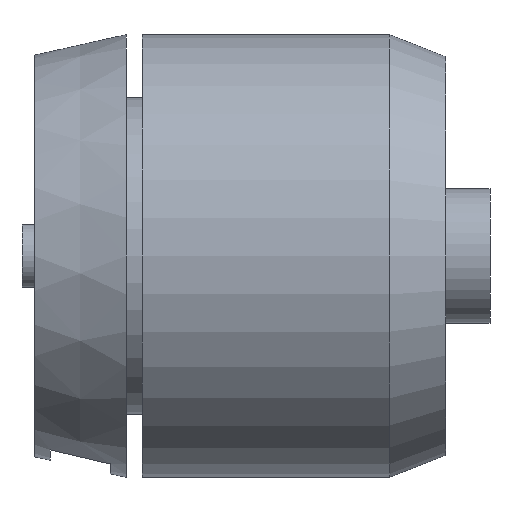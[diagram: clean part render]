
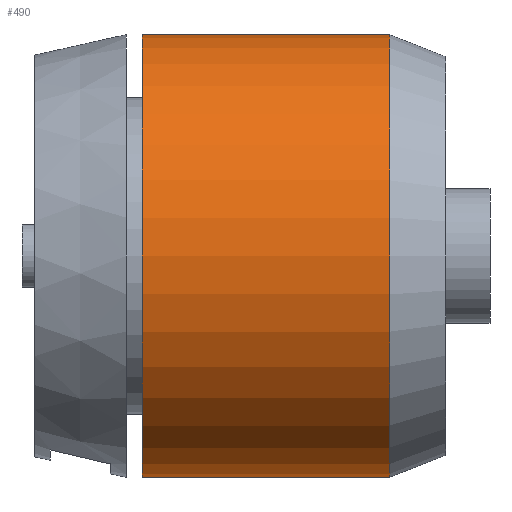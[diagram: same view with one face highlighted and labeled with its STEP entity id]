
A CAD part, front view. The second image highlights one B-rep face of the part: STEP entity #490.
In plain terms, the highlighted cylindrical face has radius 17.5 mm (diameter 35 mm), a full revolution.
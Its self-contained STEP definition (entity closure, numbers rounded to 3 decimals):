
#70=FACE_OUTER_BOUND('',#108,.T.);
#108=EDGE_LOOP('',(#390,#391,#392,#393));
#163=LINE('',#857,#188);
#188=VECTOR('',#699,17.5);
#224=CIRCLE('',#566,17.5);
#226=CIRCLE('',#569,17.5);
#259=VERTEX_POINT('',#849);
#261=VERTEX_POINT('',#855);
#312=EDGE_CURVE('',#259,#259,#224,.T.);
#315=EDGE_CURVE('',#261,#261,#226,.T.);
#316=EDGE_CURVE('',#261,#259,#163,.T.);
#390=ORIENTED_EDGE('',*,*,#315,.F.);
#391=ORIENTED_EDGE('',*,*,#316,.T.);
#392=ORIENTED_EDGE('',*,*,#312,.T.);
#393=ORIENTED_EDGE('',*,*,#316,.F.);
#474=CYLINDRICAL_SURFACE('',#568,17.5);
#490=ADVANCED_FACE('',(#70),#474,.T.);
#566=AXIS2_PLACEMENT_3D('',#850,#690,#691);
#568=AXIS2_PLACEMENT_3D('',#854,#695,#696);
#569=AXIS2_PLACEMENT_3D('',#856,#697,#698);
#690=DIRECTION('center_axis',(-1.,0.,0.));
#691=DIRECTION('ref_axis',(0.,0.,1.));
#695=DIRECTION('center_axis',(-1.,0.,0.));
#696=DIRECTION('ref_axis',(0.,0.,1.));
#697=DIRECTION('center_axis',(-1.,0.,0.));
#698=DIRECTION('ref_axis',(0.,0.,1.));
#699=DIRECTION('',(1.,0.,0.));
#849=CARTESIAN_POINT('',(29.055,0.,-17.5));
#850=CARTESIAN_POINT('Origin',(29.055,0.,0.));
#854=CARTESIAN_POINT('Origin',(-287.398,0.,0.));
#855=CARTESIAN_POINT('',(9.5,0.,-17.5));
#856=CARTESIAN_POINT('Origin',(9.5,0.,0.));
#857=CARTESIAN_POINT('',(-287.398,0.,-17.5));
